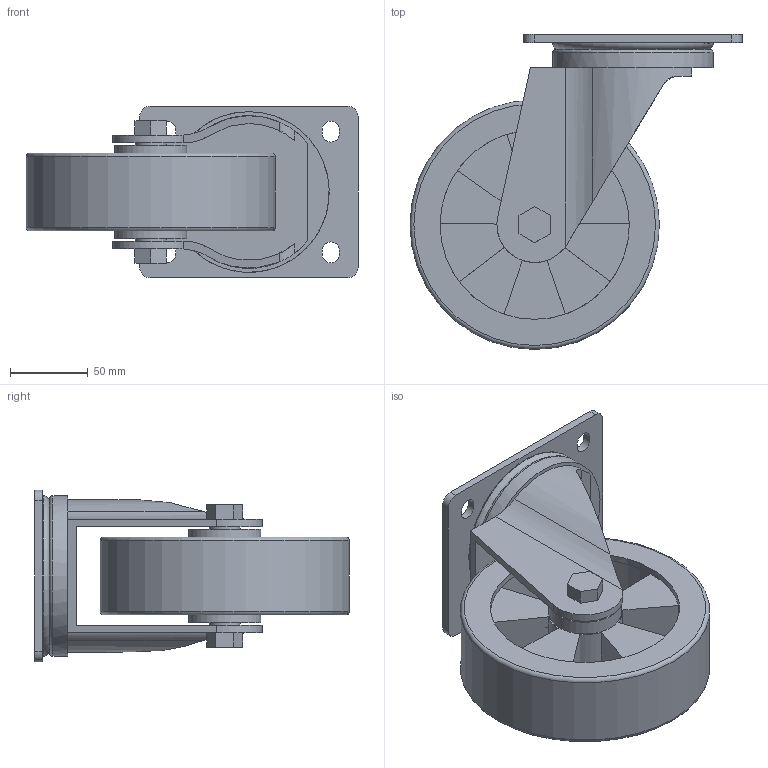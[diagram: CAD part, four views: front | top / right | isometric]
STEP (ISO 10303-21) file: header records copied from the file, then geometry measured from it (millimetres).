
FILE_DESCRIPTION(/* description */ ('STEP AP203'),/* implementation_level */ '2;1');
FILE_NAME(/* name */ 'K1767.160500',/* time_stamp */ '2025-06-24T16:10:34+02:00',/* author */ ('License CC BY-ND 4.0'),/* organization */ ('CADENAS'),/* preprocessor_version */ 'ST-DEVELOPER v19.3',/* originating_system */ 'PARTsolutions',/* authorisation */ ' ');
FILE_SCHEMA (('CONFIG_CONTROL_DESIGN'));
Length unit declared in the file: millimetre
Products named in the file (1): K1767.160500
Bounding box: 213 x 202 x 110 mm (x, y, z)
Volume: 974454.4 mm3; surface area: 189954.4 mm2
Topology: 1 solids, 1 shells, 142 faces, 365 edges, 236 vertices
Faces by surface type: plane 85, cylinder 53, torus 4
Full cylindrical faces by diameter (mm): 20.02 x2, 46.4 x2, 103.04 x2, 121.44 x2, 160 x1
Entity records: 4294 total; most frequent: DIRECTION 756, CARTESIAN_POINT 753, ORIENTED_EDGE 698, EDGE_CURVE 349, AXIS2_PLACEMENT_3D 270, VERTEX_POINT 233, LINE 216, VECTOR 216
